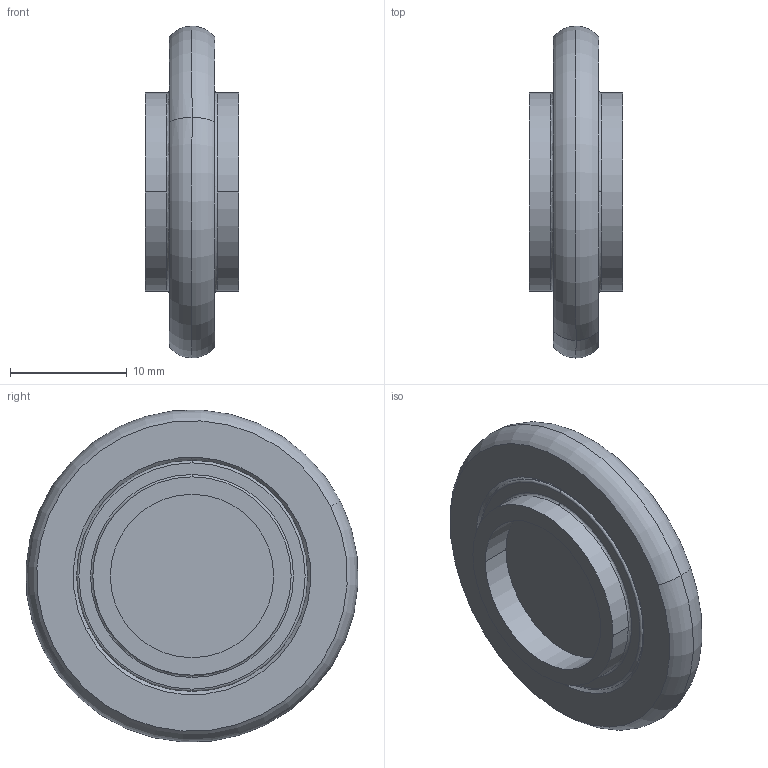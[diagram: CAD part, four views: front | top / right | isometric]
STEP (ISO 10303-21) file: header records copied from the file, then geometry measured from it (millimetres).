
FILE_DESCRIPTION((''),'2;1');
FILE_NAME('PF117216-T.stp','2004-06-24T14:24:33',('KAA'),(''),'Autodesk Inventor (R) 6.0','Autodesk Inventor (R) 6.0','');
FILE_SCHEMA(('AUTOMOTIVE_DESIGN { 1 0 10303 214 1 1 1 1 }'));
Length unit declared in the file: millimetre
Products named in the file (1): PF117216-T
Bounding box: 8 x 28.45 x 28.45 mm (x, y, z)
Volume: 2401 mm3; surface area: 2310.3 mm2
Topology: 1 solids, 1 shells, 39 faces, 94 edges, 64 vertices
Faces by surface type: torus 16, cylinder 10, plane 9, bspline 4
Entity records: 1387 total; most frequent: CARTESIAN_POINT 374, DIRECTION 250, ORIENTED_EDGE 188, AXIS2_PLACEMENT_3D 120, EDGE_CURVE 94, CIRCLE 84, VERTEX_POINT 64, EDGE_LOOP 46
